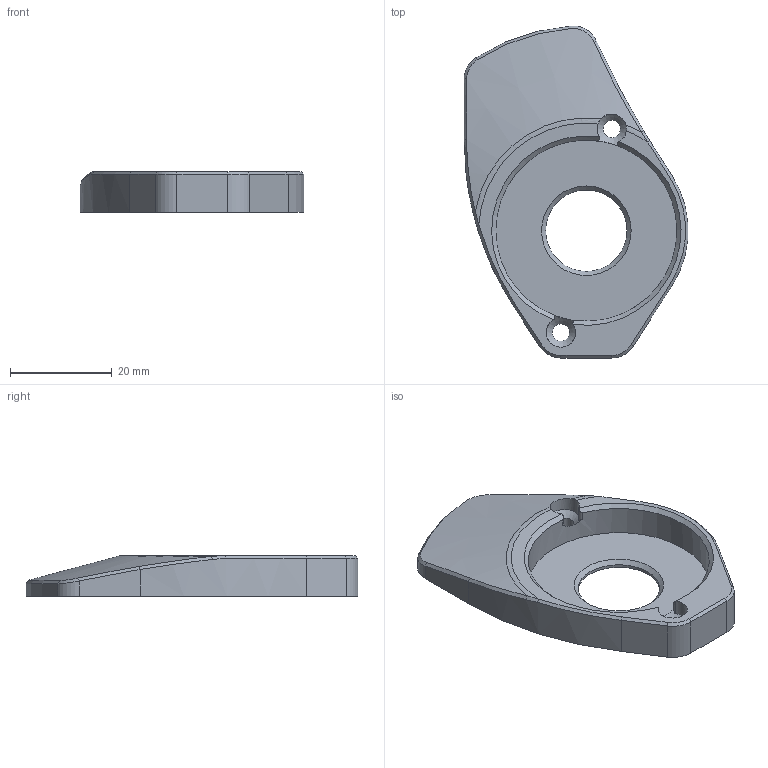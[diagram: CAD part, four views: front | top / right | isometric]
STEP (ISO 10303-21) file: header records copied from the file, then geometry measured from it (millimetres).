
FILE_DESCRIPTION(('STEP AP242'), '1');
FILE_NAME('Íàòÿæèòåëü', '', ('UNSPECIFIED'), ('UNSPECIFIED'), 'C3D Converter', 'C3D Toolkit', '');
FILE_SCHEMA(('AP242_MANAGED_MODEL_BASED_3D_ENGINEERING_MIM_LF { 1 0 10303 442 1 1 4 }'));
Length unit declared in the file: millimetre
Products named in the file (3): -04
Assembly tree (3 placements, depth 3):
  (unnamed)
    -04  x2
      (unnamed)
Bounding box: 43.93 x 65.22 x 8 mm (x, y, z)
Volume: 8131.7 mm3; surface area: 5766.9 mm2
Topology: 1 solids, 1 shells, 51 faces, 133 edges, 82 vertices
Faces by surface type: cylinder 18, plane 12, cone 12, bspline 7, torus 2
Full cylindrical faces by diameter (mm): 3.4 x2, 16 x1, 35.6 x1
Entity records: 2459 total; most frequent: CARTESIAN_POINT 1097, ORIENTED_EDGE 252, DIRECTION 239, EDGE_CURVE 126, AXIS2_PLACEMENT_3D 96, VERTEX_POINT 82, EDGE_LOOP 62, ADVANCED_FACE 51
